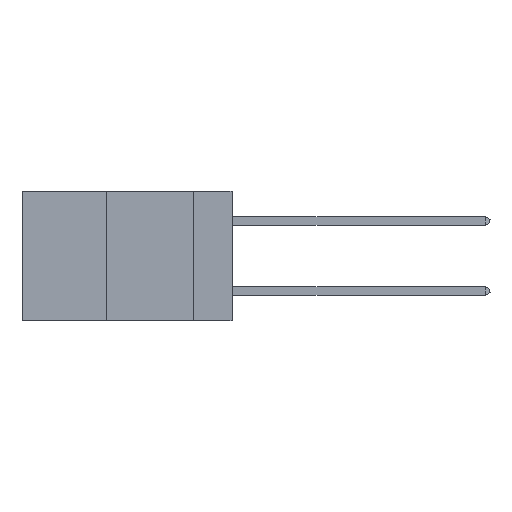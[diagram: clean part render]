
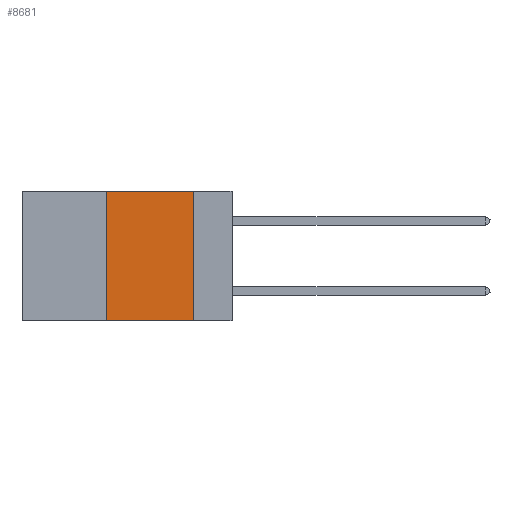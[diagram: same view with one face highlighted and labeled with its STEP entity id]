
A CAD part, left-side view. The second image highlights one B-rep face of the part: STEP entity #8681.
In plain terms, the highlighted planar face has unit normal (-1, 0, 0).
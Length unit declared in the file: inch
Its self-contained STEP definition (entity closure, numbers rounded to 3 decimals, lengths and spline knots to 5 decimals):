
#826 = ORIENTED_EDGE ( 'NONE', *, *, #43034, .F. ) ;
#3956 = LINE ( 'NONE', #13429, #33125 ) ;
#5550 = CARTESIAN_POINT ( 'NONE',  ( 0., 0.36, -0.37 ) ) ;
#5572 = EDGE_CURVE ( 'NONE', #25731, #11775, #9502, .T. ) ;
#5580 = ORIENTED_EDGE ( 'NONE', *, *, #5572, .F. ) ;
#5897 = VECTOR ( 'NONE', #43549, 39.37008 ) ;
#5980 = CARTESIAN_POINT ( 'NONE',  ( 0., 0.6, 0. ) ) ;
#8313 = CARTESIAN_POINT ( 'NONE',  ( 0., 0.11, 0. ) ) ;
#8681 = ADVANCED_FACE ( 'NONE', ( #26971 ), #16626, .F. ) ;
#9324 = LINE ( 'NONE', #43869, #5897 ) ;
#9502 = LINE ( 'NONE', #5980, #31235 ) ;
#9704 = VECTOR ( 'NONE', #30041, 39.37008 ) ;
#10394 = EDGE_CURVE ( 'NONE', #28303, #25731, #3956, .T. ) ;
#11576 = ORIENTED_EDGE ( 'NONE', *, *, #40859, .T. ) ;
#11775 = VERTEX_POINT ( 'NONE', #29603 ) ;
#13106 = DIRECTION ( 'NONE',  ( 1., 0., 0. ) ) ;
#13429 = CARTESIAN_POINT ( 'NONE',  ( 0., 0.36, 0. ) ) ;
#13513 = ORIENTED_EDGE ( 'NONE', *, *, #10394, .F. ) ;
#13974 = CARTESIAN_POINT ( 'NONE',  ( 0., 0.36, 0. ) ) ;
#16469 = DIRECTION ( 'NONE',  ( 0., 0., -1. ) ) ;
#16626 = PLANE ( 'NONE',  #27880 ) ;
#18185 = VERTEX_POINT ( 'NONE', #37010 ) ;
#20426 = CARTESIAN_POINT ( 'NONE',  ( 0., 0.6, 0. ) ) ;
#25731 = VERTEX_POINT ( 'NONE', #13974 ) ;
#26971 = FACE_OUTER_BOUND ( 'NONE', #43288, .T. ) ;
#27880 = AXIS2_PLACEMENT_3D ( 'NONE', #20426, #13106, #16469 ) ;
#28303 = VERTEX_POINT ( 'NONE', #5550 ) ;
#29603 = CARTESIAN_POINT ( 'NONE',  ( 0., 0.11, 0. ) ) ;
#29706 = LINE ( 'NONE', #8313, #9704 ) ;
#30041 = DIRECTION ( 'NONE',  ( 0., 0., -1. ) ) ;
#31235 = VECTOR ( 'NONE', #42501, 39.37008 ) ;
#33125 = VECTOR ( 'NONE', #42586, 39.37008 ) ;
#37010 = CARTESIAN_POINT ( 'NONE',  ( 0., 0.11, -0.37 ) ) ;
#40859 = EDGE_CURVE ( 'NONE', #28303, #18185, #9324, .T. ) ;
#42501 = DIRECTION ( 'NONE',  ( 0., -1., 0. ) ) ;
#42586 = DIRECTION ( 'NONE',  ( 0., 0., 1. ) ) ;
#43034 = EDGE_CURVE ( 'NONE', #11775, #18185, #29706, .T. ) ;
#43288 = EDGE_LOOP ( 'NONE', ( #826, #5580, #13513, #11576 ) ) ;
#43549 = DIRECTION ( 'NONE',  ( 0., -1., 0. ) ) ;
#43869 = CARTESIAN_POINT ( 'NONE',  ( 0., 0.6, -0.37 ) ) ;
